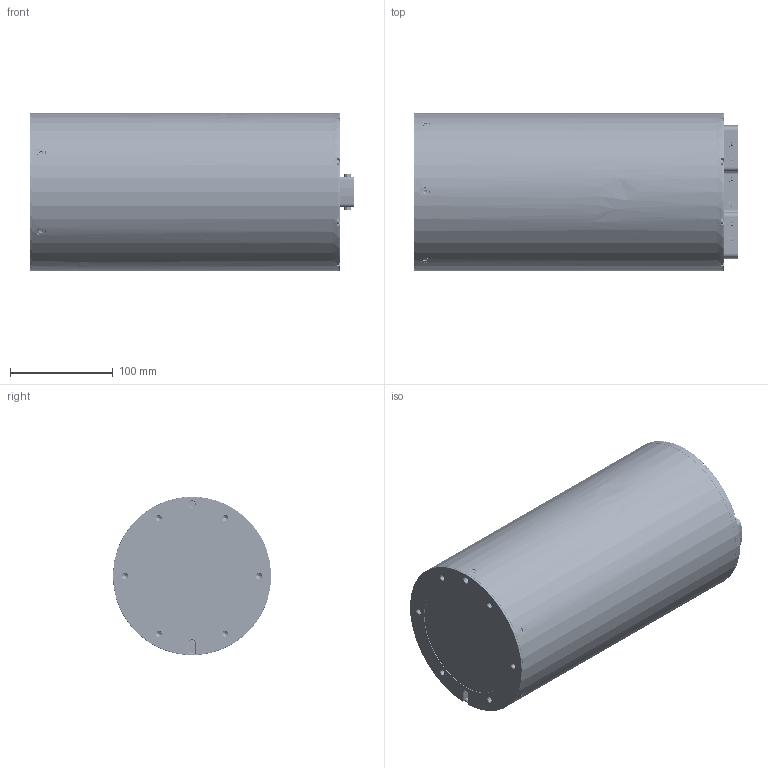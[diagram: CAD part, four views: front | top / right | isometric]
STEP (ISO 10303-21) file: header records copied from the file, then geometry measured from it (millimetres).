
FILE_DESCRIPTION (( 'STEP AP203' ), '1' );
FILE_NAME ('PAA00202 - ROVINS 154.STEP', '2013-04-05T14:12:51', ( '' ), ( '' ), 'SwSTEP 2.0', 'SolidWorks 2012', '' );
FILE_SCHEMA (( 'CONFIG_CONTROL_DESIGN' ));
Length unit declared in the file: millimetre
Products named in the file (33): PAA00202 - ROVINS 154; PLA01685 - TAPE SUP ASSEMBLEE ROVINS 154_simplifi‚e; PLA01284 - CONNECTEUR ETH. CABLE ROVINS154; Cable_ethernet; Cble^PLA01284 - CONNECTEUR ETH. CABLE ROVINS154; ethernet; MDA221S4L050x_sans cable; CAS00385 - JACKPOST MICRO-D REAR PANEL 2MM_JACKPOST 31P; CAS00385 - JACKPOST MICRO-D REAR PANEL 2MM_JACKPOST 21P; CAS00385 - JACKPOST MICRO-D REAR PANEL 2MM_JACKPOST 15P; MAHM100; MAHM500; MAHM507P04; PLA01286 - CONNECTEUR ALIM CABLE ROVINS154; Cble^PLA01286 - CONNECTEUR ALIM CABLE ROVINS154; M80-1032098-14; MDA231S4L050x_sans cable; PLA01285-2 - CONNECTEUR SERIE CABLE ROVINS154; Cble^PLA01285-2 - CONNECTEUR SERIE CABLE ROVINS154; PLA01285-1 - CONNECTEUR SERIE CABLE ROVINS154; Cble_1^PLA01285-1 - CONNECTEUR SERIE CABLE ROVINS154; M80-1032098-12; MDA215S4L050x_sans cable; PLA01117-BOITIER CONNECTEURS ROVINS 154_modŠle CAO; Vis_CZX_VIS CZX M3X10 INOX A2; Ecrou-nylstop_MVNYLSTOP3-S; ENTRETOISE_FEMELLE_FEMELLE_FF_INOX-A4_M3-12; Vis_FX_VIS FX M3x20 INOX A4; PLA01115-TAPE SUPERIEURE ROVINS 154; Vis_CZX_VIS CZX M3X10; Vis_FX_VIS FX M4x8; PLA01116-TUBE ROVINS 154; PLA01114-TAPE INFERIEURE ROVINS 154_simplifie
Assembly tree (79 placements, depth 4):
  PAA00202 - ROVINS 154
    PLA01114-TAPE INFERIEURE ROVINS 154_simplifie
    PLA01116-TUBE ROVINS 154
    Vis_FX_VIS FX M4x8  x6
    Vis_CZX_VIS CZX M3X10  x8
    PLA01685 - TAPE SUP ASSEMBLEE ROVINS 154_simplifi‚e
      PLA01115-TAPE SUPERIEURE ROVINS 154
      Vis_FX_VIS FX M3x20 INOX A4  x4
      ENTRETOISE_FEMELLE_FEMELLE_FF_INOX-A4_M3-12  x4
      Ecrou-nylstop_MVNYLSTOP3-S  x4
      Vis_CZX_VIS CZX M3X10 INOX A2  x6
      PLA01117-BOITIER CONNECTEURS ROVINS 154_modŠle CAO
      PLA01285-1 - CONNECTEUR SERIE CABLE ROVINS154  x2
        MDA215S4L050x_sans cable
        M80-1032098-12
        Cble_1^PLA01285-1 - CONNECTEUR SERIE CABLE ROVINS154
      PLA01285-2 - CONNECTEUR SERIE CABLE ROVINS154
        MDA215S4L050x_sans cable
        M80-1032098-12
        Cble^PLA01285-2 - CONNECTEUR SERIE CABLE ROVINS154
      PLA01286 - CONNECTEUR ALIM CABLE ROVINS154
        MDA231S4L050x_sans cable
        M80-1032098-14
        M80-1032098-12
        Cble^PLA01286 - CONNECTEUR ALIM CABLE ROVINS154
      CAS00385 - JACKPOST MICRO-D REAR PANEL 2MM_JACKPOST 15P  x3
        MAHM507P04
        MAHM500
        MAHM100
      CAS00385 - JACKPOST MICRO-D REAR PANEL 2MM_JACKPOST 21P
        MAHM507P04  x2
        MAHM500  x2
        MAHM100  x2
      CAS00385 - JACKPOST MICRO-D REAR PANEL 2MM_JACKPOST 31P
        MAHM507P04  x2
        MAHM500  x2
        MAHM100  x2
      PLA01284 - CONNECTEUR ETH. CABLE ROVINS154
        MDA221S4L050x_sans cable
        M80-1032098-14
        ethernet
        Cble^PLA01284 - CONNECTEUR ETH. CABLE ROVINS154
  Cable_ethernet
Bounding box: 315.1 x 154 x 154 mm (x, y, z)
Volume: 676655.7 mm3; surface area: 421767.5 mm2
Topology: 85 solids, 85 shells, 4636 faces, 11552 edges, 7395 vertices
Faces by surface type: plane 1901, cylinder 1744, cone 656, bspline 274, torus 61
Entity records: 96222 total; most frequent: CARTESIAN_POINT 36974, ORIENTED_EDGE 11482, DIRECTION 10856, EDGE_CURVE 5741, VERTEX_POINT 3810, AXIS2_PLACEMENT_3D 3808, LINE 3240, VECTOR 3240
